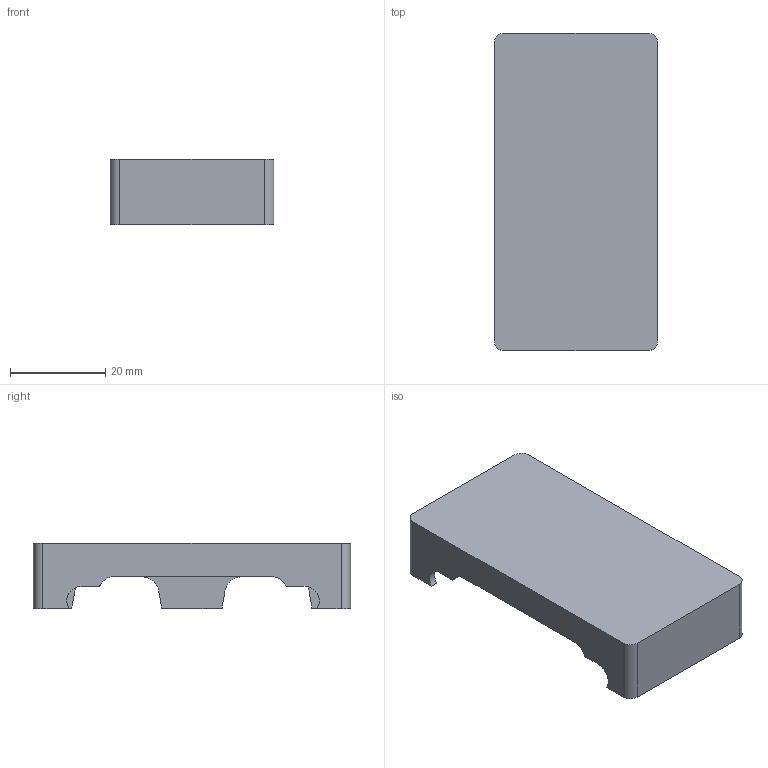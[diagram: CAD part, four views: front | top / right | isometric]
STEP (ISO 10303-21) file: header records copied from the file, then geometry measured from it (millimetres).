
FILE_DESCRIPTION (( 'STEP AP214' ), '1' );
FILE_NAME ('BoxLower.STEP', '2025-05-01T13:47:00', ( '' ), ( '' ), 'SwSTEP 2.0', 'SolidWorks 2025', '' );
FILE_SCHEMA (( 'AUTOMOTIVE_DESIGN' ));
Length unit declared in the file: millimetre
Products named in the file (1): BoxLower
Bounding box: 34.3 x 66.5 x 13.83 mm (x, y, z)
Volume: 6076.7 mm3; surface area: 8559.6 mm2
Topology: 1 solids, 1 shells, 59 faces, 160 edges, 104 vertices
Faces by surface type: plane 27, cylinder 18, bspline 10, torus 4
Entity records: 2065 total; most frequent: CARTESIAN_POINT 598, ORIENTED_EDGE 320, DIRECTION 274, EDGE_CURVE 160, VERTEX_POINT 104, VECTOR 94, LINE 94, AXIS2_PLACEMENT_3D 90
